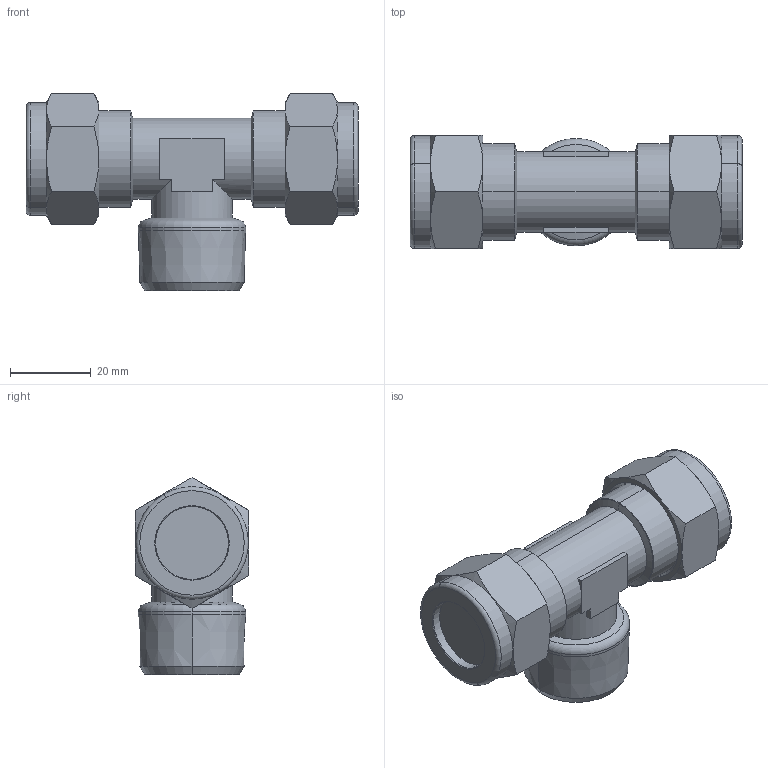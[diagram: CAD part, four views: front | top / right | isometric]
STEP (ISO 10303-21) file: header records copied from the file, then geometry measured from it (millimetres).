
FILE_DESCRIPTION (( 'STEP AP214' ), '1' );
FILE_NAME ('1022000018.step', '2013-02-25T17:12:11', ( '' ), ( '' ), 'SwSTEP 2.0', 'SolidWorks 2012', '' );
FILE_SCHEMA (( 'AUTOMOTIVE_DESIGN' ));
Length unit declared in the file: millimetre
Products named in the file (1): 1022000018
Bounding box: 82 x 28 x 48.67 mm (x, y, z)
Volume: 49860.7 mm3; surface area: 11086.9 mm2
Topology: 1 solids, 3 shells, 114 faces, 251 edges, 148 vertices
Faces by surface type: plane 44, cone 36, cylinder 24, torus 10
Entity records: 3341 total; most frequent: CARTESIAN_POINT 834, DIRECTION 533, ORIENTED_EDGE 502, EDGE_CURVE 251, AXIS2_PLACEMENT_3D 215, VERTEX_POINT 148, EDGE_LOOP 119, ADVANCED_FACE 114
